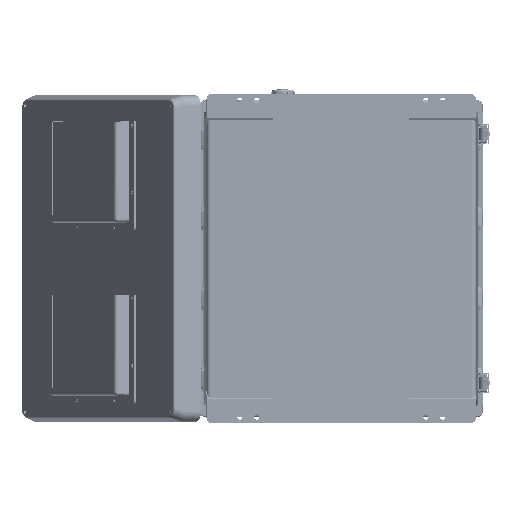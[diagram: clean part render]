
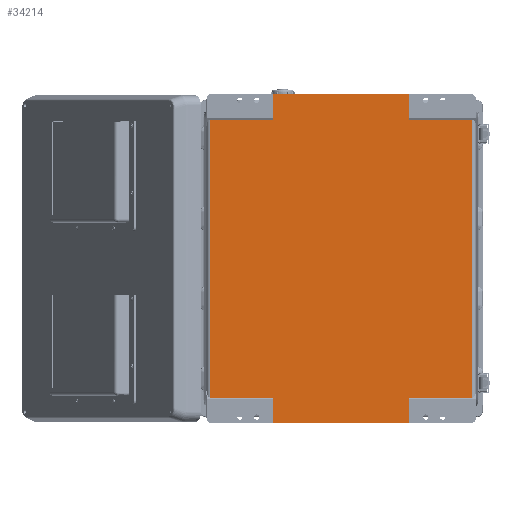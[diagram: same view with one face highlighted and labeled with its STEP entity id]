
A CAD part, front view. The second image highlights one B-rep face of the part: STEP entity #34214.
In plain terms, the highlighted planar face has unit normal (0, -1, 0).
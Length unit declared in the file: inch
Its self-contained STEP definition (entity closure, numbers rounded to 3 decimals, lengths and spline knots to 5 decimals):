
#1119 = DIRECTION ( 'NONE',  ( 1., 0., 0. ) ) ;
#3548 = LINE ( 'NONE', #34265, #109028 ) ;
#5882 = CARTESIAN_POINT ( 'NONE',  ( -4.03163, 0.05906, -1.51961 ) ) ;
#6324 = VECTOR ( 'NONE', #109985, 39.37008 ) ;
#7148 = DIRECTION ( 'NONE',  ( 0., 0., 1. ) ) ;
#7318 = DIRECTION ( 'NONE',  ( -1., 0., 0. ) ) ;
#8283 = ORIENTED_EDGE ( 'NONE', *, *, #137891, .T. ) ;
#10810 = FACE_OUTER_BOUND ( 'NONE', #56567, .T. ) ;
#10925 = CARTESIAN_POINT ( 'NONE',  ( -4.03163, 0.05906, 0. ) ) ;
#13148 = LINE ( 'NONE', #31008, #97136 ) ;
#14784 = PLANE ( 'NONE',  #113301 ) ;
#15336 = VERTEX_POINT ( 'NONE', #137980 ) ;
#15755 = LINE ( 'NONE', #82105, #76551 ) ;
#18637 = LINE ( 'NONE', #146772, #133031 ) ;
#20891 = ORIENTED_EDGE ( 'NONE', *, *, #137615, .F. ) ;
#25278 = DIRECTION ( 'NONE',  ( 0., 0., 1. ) ) ;
#25641 = EDGE_CURVE ( 'NONE', #15336, #82839, #147556, .T. ) ;
#28349 = CARTESIAN_POINT ( 'NONE',  ( 4.03163, 0.05906, -20.34606 ) ) ;
#29366 = EDGE_CURVE ( 'NONE', #91512, #63605, #15755, .T. ) ;
#29732 = ORIENTED_EDGE ( 'NONE', *, *, #75285, .F. ) ;
#30480 = CARTESIAN_POINT ( 'NONE',  ( 4.03163, 0.05906, 0. ) ) ;
#31008 = CARTESIAN_POINT ( 'NONE',  ( -4.03163, 0.05906, -20.34606 ) ) ;
#31488 = VECTOR ( 'NONE', #49873, 39.37008 ) ;
#33281 = LINE ( 'NONE', #61585, #6324 ) ;
#34214 = ADVANCED_FACE ( 'NONE', ( #10810 ), #14784, .F. ) ;
#34265 = CARTESIAN_POINT ( 'NONE',  ( 8.11811, 0.05906, -19.48819 ) ) ;
#36487 = VECTOR ( 'NONE', #119773, 39.37008 ) ;
#38834 = CARTESIAN_POINT ( 'NONE',  ( 8.11811, 0.05906, -1.51961 ) ) ;
#39901 = VERTEX_POINT ( 'NONE', #5882 ) ;
#41753 = CARTESIAN_POINT ( 'NONE',  ( 4.03163, 0.05906, -19.48819 ) ) ;
#45581 = VERTEX_POINT ( 'NONE', #108108 ) ;
#45701 = VECTOR ( 'NONE', #62942, 39.37008 ) ;
#49873 = DIRECTION ( 'NONE',  ( -1., 0., 0. ) ) ;
#51141 = LINE ( 'NONE', #120979, #143951 ) ;
#56567 = EDGE_LOOP ( 'NONE', ( #108514, #138214, #81763, #77436, #77368, #20891, #104826, #8283, #98536, #82792, #29732, #71905 ) ) ;
#59662 = VERTEX_POINT ( 'NONE', #145985 ) ;
#61585 = CARTESIAN_POINT ( 'NONE',  ( 7.73754, 0.05906, -1.51961 ) ) ;
#61724 = LINE ( 'NONE', #38834, #118871 ) ;
#62859 = CARTESIAN_POINT ( 'NONE',  ( -7.73754, 0.05906, -17.96858 ) ) ;
#62942 = DIRECTION ( 'NONE',  ( 0., 0., 1. ) ) ;
#63605 = VERTEX_POINT ( 'NONE', #130147 ) ;
#65950 = DIRECTION ( 'NONE',  ( 0., 0., -1. ) ) ;
#68362 = DIRECTION ( 'NONE',  ( -1., 0., 0. ) ) ;
#70077 = EDGE_CURVE ( 'NONE', #59662, #96304, #127641, .T. ) ;
#70358 = CARTESIAN_POINT ( 'NONE',  ( 7.73754, 0.05906, -17.96858 ) ) ;
#71905 = ORIENTED_EDGE ( 'NONE', *, *, #116886, .F. ) ;
#75285 = EDGE_CURVE ( 'NONE', #39901, #124393, #51141, .T. ) ;
#76551 = VECTOR ( 'NONE', #81127, 39.37008 ) ;
#77368 = ORIENTED_EDGE ( 'NONE', *, *, #70077, .F. ) ;
#77418 = DIRECTION ( 'NONE',  ( 1., 0., 0. ) ) ;
#77436 = ORIENTED_EDGE ( 'NONE', *, *, #129985, .F. ) ;
#77795 = EDGE_CURVE ( 'NONE', #132684, #114334, #33281, .T. ) ;
#81127 = DIRECTION ( 'NONE',  ( 0., 0., 1. ) ) ;
#81763 = ORIENTED_EDGE ( 'NONE', *, *, #133560, .T. ) ;
#82105 = CARTESIAN_POINT ( 'NONE',  ( -7.73754, 0.05906, -1.51961 ) ) ;
#82264 = CARTESIAN_POINT ( 'NONE',  ( 8.11811, 0.05906, -1.51961 ) ) ;
#82792 = ORIENTED_EDGE ( 'NONE', *, *, #116063, .T. ) ;
#82839 = VERTEX_POINT ( 'NONE', #30480 ) ;
#83216 = LINE ( 'NONE', #127416, #124302 ) ;
#84800 = CARTESIAN_POINT ( 'NONE',  ( 8.11811, 0.05906, -17.96858 ) ) ;
#84928 = CARTESIAN_POINT ( 'NONE',  ( 4.03163, 0.05906, 0.85787 ) ) ;
#86170 = CARTESIAN_POINT ( 'NONE',  ( -4.03163, 0.05906, -19.48819 ) ) ;
#91512 = VERTEX_POINT ( 'NONE', #62859 ) ;
#94713 = EDGE_CURVE ( 'NONE', #91512, #45581, #83216, .T. ) ;
#95432 = CARTESIAN_POINT ( 'NONE',  ( 7.73754, 0.05906, -1.51961 ) ) ;
#96304 = VERTEX_POINT ( 'NONE', #41753 ) ;
#97136 = VECTOR ( 'NONE', #65950, 39.37008 ) ;
#98536 = ORIENTED_EDGE ( 'NONE', *, *, #25641, .T. ) ;
#102817 = LINE ( 'NONE', #121636, #124273 ) ;
#104826 = ORIENTED_EDGE ( 'NONE', *, *, #77795, .T. ) ;
#108108 = CARTESIAN_POINT ( 'NONE',  ( -4.03163, 0.05906, -17.96858 ) ) ;
#108514 = ORIENTED_EDGE ( 'NONE', *, *, #29366, .F. ) ;
#109028 = VECTOR ( 'NONE', #137143, 39.37008 ) ;
#109985 = DIRECTION ( 'NONE',  ( 0., 0., 1. ) ) ;
#113301 = AXIS2_PLACEMENT_3D ( 'NONE', #82264, #140614, #25278 ) ;
#114334 = VERTEX_POINT ( 'NONE', #95432 ) ;
#116063 = EDGE_CURVE ( 'NONE', #82839, #124393, #102817, .T. ) ;
#116886 = EDGE_CURVE ( 'NONE', #63605, #39901, #18637, .T. ) ;
#118871 = VECTOR ( 'NONE', #68362, 39.37008 ) ;
#119773 = DIRECTION ( 'NONE',  ( 0., 0., -1. ) ) ;
#120734 = LINE ( 'NONE', #84800, #31488 ) ;
#120979 = CARTESIAN_POINT ( 'NONE',  ( -4.03163, 0.05906, 0.85787 ) ) ;
#121636 = CARTESIAN_POINT ( 'NONE',  ( 8.11811, 0.05906, 0. ) ) ;
#124273 = VECTOR ( 'NONE', #7318, 39.37008 ) ;
#124302 = VECTOR ( 'NONE', #1119, 39.37008 ) ;
#124393 = VERTEX_POINT ( 'NONE', #10925 ) ;
#127416 = CARTESIAN_POINT ( 'NONE',  ( -8.11811, 0.05906, -17.96858 ) ) ;
#127641 = LINE ( 'NONE', #28349, #36487 ) ;
#129985 = EDGE_CURVE ( 'NONE', #96304, #140051, #3548, .T. ) ;
#130147 = CARTESIAN_POINT ( 'NONE',  ( -7.73754, 0.05906, -1.51961 ) ) ;
#132684 = VERTEX_POINT ( 'NONE', #70358 ) ;
#133031 = VECTOR ( 'NONE', #77418, 39.37008 ) ;
#133560 = EDGE_CURVE ( 'NONE', #45581, #140051, #13148, .T. ) ;
#137143 = DIRECTION ( 'NONE',  ( -1., 0., 0. ) ) ;
#137615 = EDGE_CURVE ( 'NONE', #132684, #59662, #120734, .T. ) ;
#137891 = EDGE_CURVE ( 'NONE', #114334, #15336, #61724, .T. ) ;
#137980 = CARTESIAN_POINT ( 'NONE',  ( 4.03163, 0.05906, -1.51961 ) ) ;
#138214 = ORIENTED_EDGE ( 'NONE', *, *, #94713, .T. ) ;
#140051 = VERTEX_POINT ( 'NONE', #86170 ) ;
#140614 = DIRECTION ( 'NONE',  ( 0., 1., 0. ) ) ;
#143951 = VECTOR ( 'NONE', #7148, 39.37008 ) ;
#145985 = CARTESIAN_POINT ( 'NONE',  ( 4.03163, 0.05906, -17.96858 ) ) ;
#146772 = CARTESIAN_POINT ( 'NONE',  ( -8.11811, 0.05906, -1.51961 ) ) ;
#147556 = LINE ( 'NONE', #84928, #45701 ) ;
